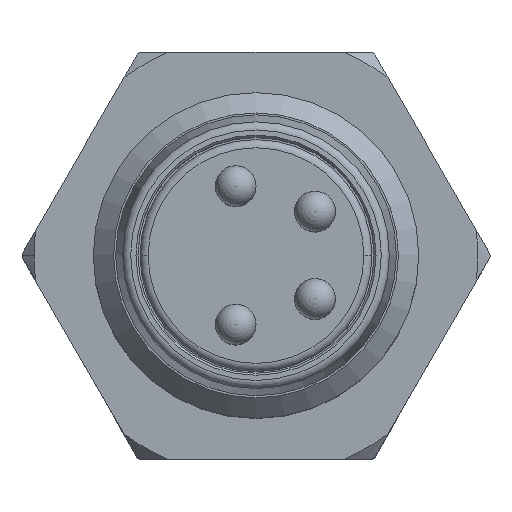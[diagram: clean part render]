
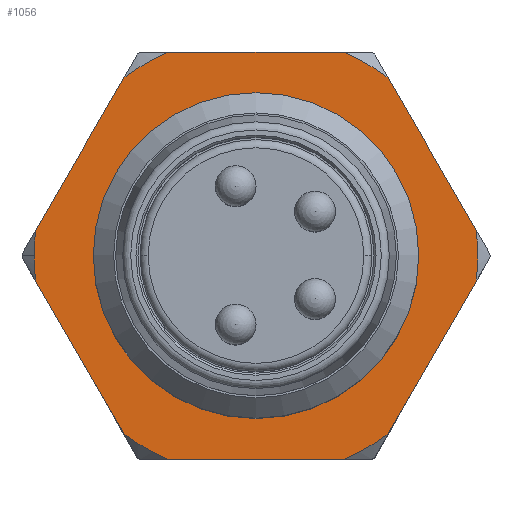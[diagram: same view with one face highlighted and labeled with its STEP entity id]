
A CAD part, top view. The second image highlights one B-rep face of the part: STEP entity #1056.
In plain terms, the highlighted planar face has unit normal (0, 0, 1).
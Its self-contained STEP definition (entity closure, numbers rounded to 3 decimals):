
#842=LINE('',#3934,#934);
#843=LINE('',#3939,#935);
#844=LINE('',#3943,#936);
#845=LINE('',#3947,#937);
#846=LINE('',#3953,#938);
#847=LINE('',#3957,#939);
#934=VECTOR('',#3215,1.);
#935=VECTOR('',#3218,1.);
#936=VECTOR('',#3221,1.);
#937=VECTOR('',#3224,1.);
#938=VECTOR('',#3229,1.);
#939=VECTOR('',#3232,1.);
#1005=PLANE('',#2835);
#1056=ADVANCED_FACE('',(#1276,#1277),#1005,.T.);
#1276=FACE_BOUND('',#1392,.T.);
#1277=FACE_BOUND('',#1393,.T.);
#1392=EDGE_LOOP('',(#1636));
#1393=EDGE_LOOP('',(#1637,#1638,#1639,#1640,#1641,#1642,#1643,#1644,#1645,
#1646,#1647,#1648,#1649));
#1636=ORIENTED_EDGE('',*,*,#2339,.F.);
#1637=ORIENTED_EDGE('',*,*,#2386,.T.);
#1638=ORIENTED_EDGE('',*,*,#2387,.T.);
#1639=ORIENTED_EDGE('',*,*,#2388,.T.);
#1640=ORIENTED_EDGE('',*,*,#2389,.T.);
#1641=ORIENTED_EDGE('',*,*,#2390,.T.);
#1642=ORIENTED_EDGE('',*,*,#2391,.T.);
#1643=ORIENTED_EDGE('',*,*,#2392,.T.);
#1644=ORIENTED_EDGE('',*,*,#2393,.T.);
#1645=ORIENTED_EDGE('',*,*,#2394,.T.);
#1646=ORIENTED_EDGE('',*,*,#2395,.T.);
#1647=ORIENTED_EDGE('',*,*,#2396,.T.);
#1648=ORIENTED_EDGE('',*,*,#2397,.T.);
#1649=ORIENTED_EDGE('',*,*,#2398,.T.);
#2128=VERTEX_POINT('',#3818);
#2184=VERTEX_POINT('',#3935);
#2185=VERTEX_POINT('',#3936);
#2186=VERTEX_POINT('',#3938);
#2187=VERTEX_POINT('',#3940);
#2188=VERTEX_POINT('',#3942);
#2189=VERTEX_POINT('',#3944);
#2190=VERTEX_POINT('',#3946);
#2191=VERTEX_POINT('',#3948);
#2192=VERTEX_POINT('',#3950);
#2193=VERTEX_POINT('',#3952);
#2194=VERTEX_POINT('',#3954);
#2195=VERTEX_POINT('',#3956);
#2196=VERTEX_POINT('',#3958);
#2339=EDGE_CURVE('',#2128,#2128,#2619,.T.);
#2386=EDGE_CURVE('',#2184,#2185,#842,.T.);
#2387=EDGE_CURVE('',#2185,#2186,#2643,.T.);
#2388=EDGE_CURVE('',#2186,#2187,#843,.T.);
#2389=EDGE_CURVE('',#2187,#2188,#2644,.T.);
#2390=EDGE_CURVE('',#2188,#2189,#844,.T.);
#2391=EDGE_CURVE('',#2189,#2190,#2645,.T.);
#2392=EDGE_CURVE('',#2190,#2191,#845,.T.);
#2393=EDGE_CURVE('',#2191,#2192,#2646,.T.);
#2394=EDGE_CURVE('',#2192,#2193,#2647,.T.);
#2395=EDGE_CURVE('',#2193,#2194,#846,.T.);
#2396=EDGE_CURVE('',#2194,#2195,#2648,.T.);
#2397=EDGE_CURVE('',#2195,#2196,#847,.T.);
#2398=EDGE_CURVE('',#2196,#2184,#2649,.T.);
#2619=CIRCLE('',#2790,4.);
#2643=CIRCLE('',#2828,5.45);
#2644=CIRCLE('',#2829,5.45);
#2645=CIRCLE('',#2830,5.45);
#2646=CIRCLE('',#2831,5.45);
#2647=CIRCLE('',#2832,5.45);
#2648=CIRCLE('',#2833,5.45);
#2649=CIRCLE('',#2834,5.45);
#2790=AXIS2_PLACEMENT_3D('',#3817,#3116,#3117);
#2828=AXIS2_PLACEMENT_3D('',#3937,#3216,#3217);
#2829=AXIS2_PLACEMENT_3D('',#3941,#3219,#3220);
#2830=AXIS2_PLACEMENT_3D('',#3945,#3222,#3223);
#2831=AXIS2_PLACEMENT_3D('',#3949,#3225,#3226);
#2832=AXIS2_PLACEMENT_3D('',#3951,#3227,#3228);
#2833=AXIS2_PLACEMENT_3D('',#3955,#3230,#3231);
#2834=AXIS2_PLACEMENT_3D('',#3959,#3233,#3234);
#2835=AXIS2_PLACEMENT_3D('',#3960,#3235,#3236);
#3116=DIRECTION('',(0.,0.,1.));
#3117=DIRECTION('',(1.,0.,0.));
#3215=DIRECTION('',(0.5,0.866,0.));
#3216=DIRECTION('',(0.,0.,1.));
#3217=DIRECTION('',(1.,0.,0.));
#3218=DIRECTION('',(-0.5,0.866,0.));
#3219=DIRECTION('',(0.,0.,1.));
#3220=DIRECTION('',(1.,0.,0.));
#3221=DIRECTION('',(-1.,0.,0.));
#3222=DIRECTION('',(0.,0.,1.));
#3223=DIRECTION('',(1.,0.,0.));
#3224=DIRECTION('',(-0.5,-0.866,0.));
#3225=DIRECTION('',(0.,0.,1.));
#3226=DIRECTION('',(1.,0.,0.));
#3227=DIRECTION('',(0.,0.,1.));
#3228=DIRECTION('',(1.,0.,0.));
#3229=DIRECTION('',(0.5,-0.866,0.));
#3230=DIRECTION('',(0.,0.,1.));
#3231=DIRECTION('',(1.,0.,0.));
#3232=DIRECTION('',(1.,0.,0.));
#3233=DIRECTION('',(0.,0.,1.));
#3234=DIRECTION('',(1.,0.,0.));
#3235=DIRECTION('',(0.,0.,1.));
#3236=DIRECTION('',(1.,0.,0.));
#3817=CARTESIAN_POINT('',(-230.,10.,-1.5));
#3818=CARTESIAN_POINT('',(-234.,10.,-1.5));
#3934=CARTESIAN_POINT('',(-225.67,7.5,-1.5));
#3935=CARTESIAN_POINT('',(-226.754,5.622,-1.5));
#3936=CARTESIAN_POINT('',(-224.586,9.378,-1.5));
#3937=CARTESIAN_POINT('',(-230.,10.,-1.5));
#3938=CARTESIAN_POINT('',(-224.586,10.622,-1.5));
#3939=CARTESIAN_POINT('',(-225.67,12.5,-1.5));
#3940=CARTESIAN_POINT('',(-226.754,14.378,-1.5));
#3941=CARTESIAN_POINT('',(-230.,10.,-1.5));
#3942=CARTESIAN_POINT('',(-227.831,15.,-1.5));
#3943=CARTESIAN_POINT('',(-230.,15.,-1.5));
#3944=CARTESIAN_POINT('',(-232.169,15.,-1.5));
#3945=CARTESIAN_POINT('',(-230.,10.,-1.5));
#3946=CARTESIAN_POINT('',(-233.246,14.378,-1.5));
#3947=CARTESIAN_POINT('',(-234.33,12.5,-1.5));
#3948=CARTESIAN_POINT('',(-235.414,10.622,-1.5));
#3949=CARTESIAN_POINT('',(-230.,10.,-1.5));
#3950=CARTESIAN_POINT('',(-235.45,10.,-1.5));
#3951=CARTESIAN_POINT('',(-230.,10.,-1.5));
#3952=CARTESIAN_POINT('',(-235.414,9.378,-1.5));
#3953=CARTESIAN_POINT('',(-234.33,7.5,-1.5));
#3954=CARTESIAN_POINT('',(-233.246,5.622,-1.5));
#3955=CARTESIAN_POINT('',(-230.,10.,-1.5));
#3956=CARTESIAN_POINT('',(-232.169,5.,-1.5));
#3957=CARTESIAN_POINT('',(-230.,5.,-1.5));
#3958=CARTESIAN_POINT('',(-227.831,5.,-1.5));
#3959=CARTESIAN_POINT('',(-230.,10.,-1.5));
#3960=CARTESIAN_POINT('',(-230.,10.,-1.5));
